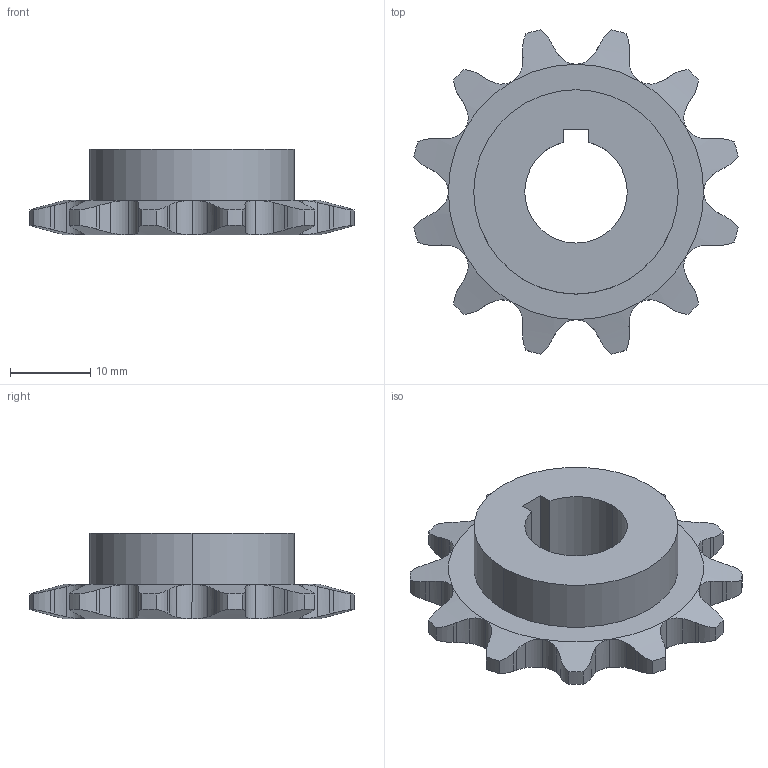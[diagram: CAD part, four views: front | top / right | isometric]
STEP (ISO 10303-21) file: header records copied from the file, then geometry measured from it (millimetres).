
FILE_DESCRIPTION (( 'STEP AP203' ), '1' );
FILE_NAME ('217-2663.20121204.STEP', '2012-12-05T00:07:35', ( 'svradm' ), ( 'Microsoft' ), 'SwSTEP 2.0', 'SolidWorks 2012', '' );
FILE_SCHEMA (( 'CONFIG_CONTROL_DESIGN' ));
Length unit declared in the file: inch
Products named in the file (1): 217-2663.20121204
Bounding box: 40.29 x 40.29 x 10.67 mm (x, y, z)
Volume: 5995.5 mm3; surface area: 3319 mm2
Topology: 1 solids, 1 shells, 123 faces, 356 edges, 236 vertices
Faces by surface type: cylinder 89, plane 30, cone 4
Entity records: 4655 total; most frequent: CARTESIAN_POINT 1676, ORIENTED_EDGE 712, DIRECTION 450, EDGE_CURVE 356, VERTEX_POINT 236, B_SPLINE_CURVE_WITH_KNOTS 192, AXIS2_PLACEMENT_3D 162, VECTOR 126
